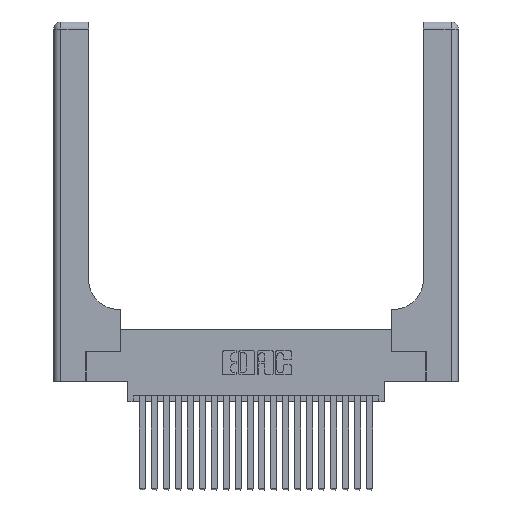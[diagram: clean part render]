
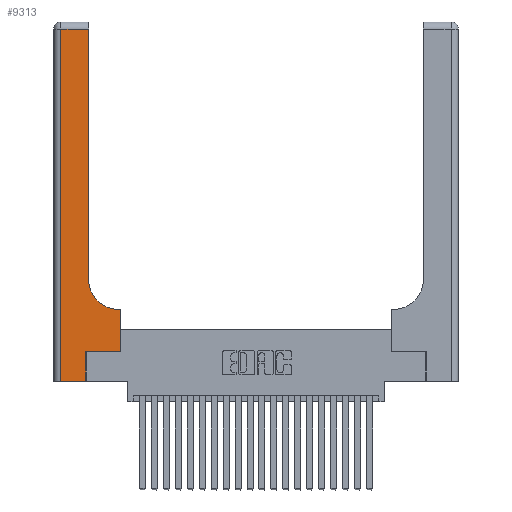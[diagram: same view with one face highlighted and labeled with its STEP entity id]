
A CAD part, top view. The second image highlights one B-rep face of the part: STEP entity #9313.
In plain terms, the highlighted planar face has unit normal (0, 0, 1).
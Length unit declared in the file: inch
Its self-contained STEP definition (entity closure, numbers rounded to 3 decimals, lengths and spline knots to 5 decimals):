
#642 = EDGE_CURVE ( 'NONE', #22958, #22722, #14991, .T. ) ;
#643 = ORIENTED_EDGE ( 'NONE', *, *, #7510, .T. ) ;
#654 = EDGE_CURVE ( 'NONE', #22722, #2715, #5187, .T. ) ;
#721 = DIRECTION ( 'NONE',  ( 0., 1., 0. ) ) ;
#1750 = ORIENTED_EDGE ( 'NONE', *, *, #23304, .T. ) ;
#2058 = EDGE_CURVE ( 'NONE', #4459, #18940, #9507, .T. ) ;
#2393 = VECTOR ( 'NONE', #15245, 39.37008 ) ;
#2715 = VERTEX_POINT ( 'NONE', #23550 ) ;
#3284 = ORIENTED_EDGE ( 'NONE', *, *, #11427, .T. ) ;
#3519 = CARTESIAN_POINT ( 'NONE',  ( 0.06, 3., 0.37 ) ) ;
#4334 = EDGE_LOOP ( 'NONE', ( #3284, #643, #21464, #11616, #12869, #1750, #23419, #20533, #5474 ) ) ;
#4459 = VERTEX_POINT ( 'NONE', #17554 ) ;
#5187 = CIRCLE ( 'NONE', #7080, 0.25 ) ;
#5258 = CARTESIAN_POINT ( 'NONE',  ( 0.269, 0.25, 0.37 ) ) ;
#5474 = ORIENTED_EDGE ( 'NONE', *, *, #654, .T. ) ;
#5654 = CARTESIAN_POINT ( 'NONE',  ( 0.5585, 0.25, 0.37 ) ) ;
#5910 = AXIS2_PLACEMENT_3D ( 'NONE', #10612, #23120, #12486 ) ;
#6290 = LINE ( 'NONE', #5258, #23789 ) ;
#6366 = VERTEX_POINT ( 'NONE', #6849 ) ;
#6599 = EDGE_CURVE ( 'NONE', #6366, #4459, #19807, .T. ) ;
#6686 = VERTEX_POINT ( 'NONE', #5654 ) ;
#6849 = CARTESIAN_POINT ( 'NONE',  ( 0.06, 0., 0.37 ) ) ;
#7080 = AXIS2_PLACEMENT_3D ( 'NONE', #22754, #22678, #22645 ) ;
#7510 = EDGE_CURVE ( 'NONE', #11134, #10798, #20888, .T. ) ;
#8239 = CARTESIAN_POINT ( 'NONE',  ( 0.5585, 0.6, 0.37 ) ) ;
#8317 = VECTOR ( 'NONE', #9236, 39.37008 ) ;
#8336 = CARTESIAN_POINT ( 'NONE',  ( 0.269, 0., 0.37 ) ) ;
#8896 = LINE ( 'NONE', #3519, #13234 ) ;
#8929 = VECTOR ( 'NONE', #721, 39.37008 ) ;
#9236 = DIRECTION ( 'NONE',  ( 0., 1., 0. ) ) ;
#9313 = ADVANCED_FACE ( 'NONE', ( #13608 ), #21325, .F. ) ;
#9507 = LINE ( 'NONE', #8336, #8929 ) ;
#10290 = EDGE_CURVE ( 'NONE', #6686, #22958, #17156, .T. ) ;
#10612 = CARTESIAN_POINT ( 'NONE',  ( 0., 3., 0.37 ) ) ;
#10798 = VERTEX_POINT ( 'NONE', #16697 ) ;
#11134 = VERTEX_POINT ( 'NONE', #22820 ) ;
#11401 = EDGE_CURVE ( 'NONE', #10798, #6366, #8896, .T. ) ;
#11427 = EDGE_CURVE ( 'NONE', #2715, #11134, #18497, .T. ) ;
#11616 = ORIENTED_EDGE ( 'NONE', *, *, #6599, .T. ) ;
#12486 = DIRECTION ( 'NONE',  ( -1., 0., 0. ) ) ;
#12576 = VECTOR ( 'NONE', #22938, 39.37008 ) ;
#12869 = ORIENTED_EDGE ( 'NONE', *, *, #2058, .T. ) ;
#13234 = VECTOR ( 'NONE', #18218, 39.37008 ) ;
#13465 = CARTESIAN_POINT ( 'NONE',  ( 0.5585, 0.25, 0.37 ) ) ;
#13608 = FACE_OUTER_BOUND ( 'NONE', #4334, .T. ) ;
#14991 = LINE ( 'NONE', #23133, #15539 ) ;
#15120 = VECTOR ( 'NONE', #16518, 39.37008 ) ;
#15245 = DIRECTION ( 'NONE',  ( 0., 1., 0. ) ) ;
#15539 = VECTOR ( 'NONE', #23210, 39.37008 ) ;
#16518 = DIRECTION ( 'NONE',  ( 1., 0., 0. ) ) ;
#16697 = CARTESIAN_POINT ( 'NONE',  ( 0.06, 2.94, 0.37 ) ) ;
#17156 = LINE ( 'NONE', #13465, #2393 ) ;
#17554 = CARTESIAN_POINT ( 'NONE',  ( 0.269, 0., 0.37 ) ) ;
#17572 = CARTESIAN_POINT ( 'NONE',  ( 0., 2.94, 0.37 ) ) ;
#18218 = DIRECTION ( 'NONE',  ( 0., -1., 0. ) ) ;
#18240 = CARTESIAN_POINT ( 'NONE',  ( 0., 0., 0.37 ) ) ;
#18436 = CARTESIAN_POINT ( 'NONE',  ( 0.5415, 0.6, 0.37 ) ) ;
#18497 = LINE ( 'NONE', #23589, #8317 ) ;
#18940 = VERTEX_POINT ( 'NONE', #20890 ) ;
#19807 = LINE ( 'NONE', #18240, #15120 ) ;
#20533 = ORIENTED_EDGE ( 'NONE', *, *, #642, .T. ) ;
#20888 = LINE ( 'NONE', #17572, #12576 ) ;
#20890 = CARTESIAN_POINT ( 'NONE',  ( 0.269, 0.25, 0.37 ) ) ;
#21325 = PLANE ( 'NONE',  #5910 ) ;
#21464 = ORIENTED_EDGE ( 'NONE', *, *, #11401, .T. ) ;
#22645 = DIRECTION ( 'NONE',  ( 1., 0., 0. ) ) ;
#22678 = DIRECTION ( 'NONE',  ( 0., 0., -1. ) ) ;
#22722 = VERTEX_POINT ( 'NONE', #18436 ) ;
#22754 = CARTESIAN_POINT ( 'NONE',  ( 0.5415, 0.85, 0.37 ) ) ;
#22820 = CARTESIAN_POINT ( 'NONE',  ( 0.2915, 2.94, 0.37 ) ) ;
#22938 = DIRECTION ( 'NONE',  ( -1., 0., 0. ) ) ;
#22958 = VERTEX_POINT ( 'NONE', #8239 ) ;
#23120 = DIRECTION ( 'NONE',  ( 0., 0., -1. ) ) ;
#23133 = CARTESIAN_POINT ( 'NONE',  ( 0.2915, 0.6, 0.37 ) ) ;
#23210 = DIRECTION ( 'NONE',  ( -1., 0., 0. ) ) ;
#23304 = EDGE_CURVE ( 'NONE', #18940, #6686, #6290, .T. ) ;
#23390 = DIRECTION ( 'NONE',  ( 1., 0., 0. ) ) ;
#23419 = ORIENTED_EDGE ( 'NONE', *, *, #10290, .T. ) ;
#23550 = CARTESIAN_POINT ( 'NONE',  ( 0.2915, 0.85, 0.37 ) ) ;
#23589 = CARTESIAN_POINT ( 'NONE',  ( 0.2915, 3., 0.37 ) ) ;
#23789 = VECTOR ( 'NONE', #23390, 39.37008 ) ;
